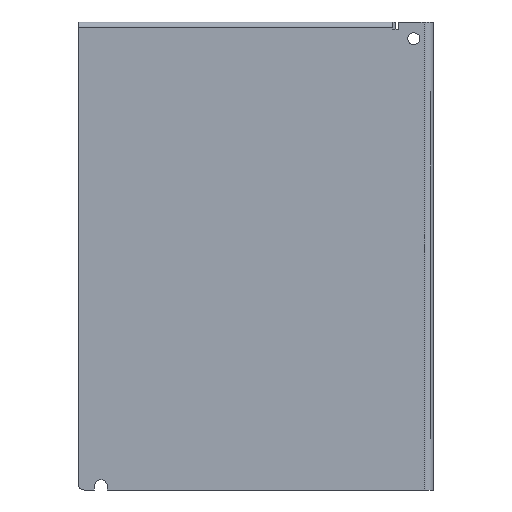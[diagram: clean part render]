
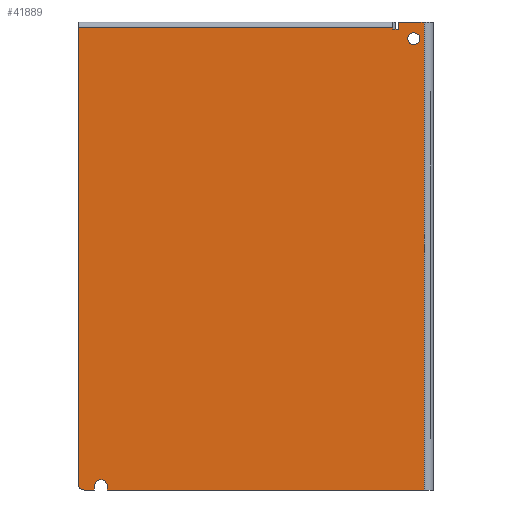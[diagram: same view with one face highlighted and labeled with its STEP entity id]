
A CAD part, front view. The second image highlights one B-rep face of the part: STEP entity #41889.
In plain terms, the highlighted planar face has unit normal (0, -1, 0).
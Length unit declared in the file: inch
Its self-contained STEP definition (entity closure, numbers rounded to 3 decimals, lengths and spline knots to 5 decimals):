
#7817 = EDGE_LOOP ( 'NONE', ( #35073, #35078, #35076, #35079, #35080, #35082, #35081, #35083, #35084, #35085, #35086, #35087, #35088, #35089 ) ) ;
#7818 = EDGE_LOOP ( 'NONE', ( #35091, #35092 ) ) ;
#12654 = CARTESIAN_POINT ( 'NONE',  ( -1.6, -0.75, -5. ) ) ;
#12656 = CARTESIAN_POINT ( 'NONE',  ( -1.67, -0.75, -4.93 ) ) ;
#12662 = CARTESIAN_POINT ( 'NONE',  ( 1.7, -0.75, -0.115 ) ) ;
#12664 = CARTESIAN_POINT ( 'NONE',  ( 1.7, -0.75, -0.245 ) ) ;
#12730 = CARTESIAN_POINT ( 'NONE',  ( 1.81, -0.75, -5.04 ) ) ;
#12731 = CARTESIAN_POINT ( 'NONE',  ( -1.6, -0.75, -5.04 ) ) ;
#12787 = CARTESIAN_POINT ( 'NONE',  ( 1.53196, -0.75, 0. ) ) ;
#12788 = CARTESIAN_POINT ( 'NONE',  ( 1.81, -0.75, 0. ) ) ;
#12833 = CARTESIAN_POINT ( 'NONE',  ( 1.53196, -0.75, -0.08 ) ) ;
#12834 = CARTESIAN_POINT ( 'NONE',  ( 1.473, -0.75, -0.08 ) ) ;
#12835 = CARTESIAN_POINT ( 'NONE',  ( 1.473, -0.75, -0.06 ) ) ;
#12836 = CARTESIAN_POINT ( 'NONE',  ( -1.91, -0.75, -0.06 ) ) ;
#12837 = CARTESIAN_POINT ( 'NONE',  ( -1.91, -0.75, -4.98 ) ) ;
#12838 = CARTESIAN_POINT ( 'NONE',  ( -1.85, -0.75, -5.04 ) ) ;
#12839 = CARTESIAN_POINT ( 'NONE',  ( -1.74, -0.75, -5.04 ) ) ;
#12840 = CARTESIAN_POINT ( 'NONE',  ( -1.74, -0.75, -5. ) ) ;
#15865 = FACE_OUTER_BOUND ( 'NONE', #7817, .T. ) ;
#15866 = FACE_BOUND ( 'NONE', #7818, .T. ) ;
#19067 = AXIS2_PLACEMENT_3D ( 'NONE', #19712, #19713, #19714 ) ;
#19711 = PLANE ( 'NONE',  #19067 ) ;
#19712 = CARTESIAN_POINT ( 'NONE',  ( -1.91, -0.75, -5.04 ) ) ;
#19713 = DIRECTION ( 'NONE',  ( 0., -1., 0. ) ) ;
#19714 = DIRECTION ( 'NONE',  ( 0., 0., -1. ) ) ;
#22600 = LINE ( 'NONE', #25898, #25614 ) ;
#25550 = CIRCLE ( 'NONE', #25552, 0.07 ) ;
#25552 = AXIS2_PLACEMENT_3D ( 'NONE', #25795, #25796, #25797 ) ;
#25556 = CIRCLE ( 'NONE', #25558, 0.065 ) ;
#25558 = AXIS2_PLACEMENT_3D ( 'NONE', #25805, #25806, #25807 ) ;
#25614 = VECTOR ( 'NONE', #25899, 39.37008 ) ;
#25683 = VECTOR ( 'NONE', #26035, 39.37008 ) ;
#25795 = CARTESIAN_POINT ( 'NONE',  ( -1.67, -0.75, -5. ) ) ;
#25796 = DIRECTION ( 'NONE',  ( 0., -1., 0. ) ) ;
#25797 = DIRECTION ( 'NONE',  ( 0., 0., -1. ) ) ;
#25805 = CARTESIAN_POINT ( 'NONE',  ( 1.7, -0.75, -0.18 ) ) ;
#25806 = DIRECTION ( 'NONE',  ( 0., -1., 0. ) ) ;
#25807 = DIRECTION ( 'NONE',  ( 0., 0., -1. ) ) ;
#25898 = CARTESIAN_POINT ( 'NONE',  ( -1.91, -0.75, -5.04 ) ) ;
#25899 = DIRECTION ( 'NONE',  ( 1., 0., 0. ) ) ;
#26034 = CARTESIAN_POINT ( 'NONE',  ( -1.91, -0.75, 0. ) ) ;
#26035 = DIRECTION ( 'NONE',  ( 1., 0., 0. ) ) ;
#26178 = CARTESIAN_POINT ( 'NONE',  ( -1.6, -0.75, -5.04 ) ) ;
#26179 = DIRECTION ( 'NONE',  ( 0., 0., 1. ) ) ;
#26180 = CARTESIAN_POINT ( 'NONE',  ( 1.81, -0.75, -5.04 ) ) ;
#26181 = DIRECTION ( 'NONE',  ( 0., 0., 1. ) ) ;
#26182 = CARTESIAN_POINT ( 'NONE',  ( 1.53196, -0.75, -5.04 ) ) ;
#26183 = DIRECTION ( 'NONE',  ( 0., 0., 1. ) ) ;
#26184 = CARTESIAN_POINT ( 'NONE',  ( -1.91, -0.75, -0.08 ) ) ;
#26185 = DIRECTION ( 'NONE',  ( 1., 0., 0. ) ) ;
#26186 = CARTESIAN_POINT ( 'NONE',  ( 1.473, -0.75, -5.04 ) ) ;
#26187 = DIRECTION ( 'NONE',  ( 0., 0., -1. ) ) ;
#26188 = CARTESIAN_POINT ( 'NONE',  ( -1.91, -0.75, -0.06 ) ) ;
#26189 = DIRECTION ( 'NONE',  ( -1., 0., 0. ) ) ;
#26190 = CARTESIAN_POINT ( 'NONE',  ( -1.91, -0.75, -5.04 ) ) ;
#26191 = DIRECTION ( 'NONE',  ( 0., 0., 1. ) ) ;
#26192 = CARTESIAN_POINT ( 'NONE',  ( -1.85, -0.75, -4.98 ) ) ;
#26193 = DIRECTION ( 'NONE',  ( 0., -1., 0. ) ) ;
#26194 = DIRECTION ( 'NONE',  ( 0., 0., -1. ) ) ;
#26195 = CARTESIAN_POINT ( 'NONE',  ( -1.91, -0.75, -5.04 ) ) ;
#26196 = DIRECTION ( 'NONE',  ( 1., 0., 0. ) ) ;
#26197 = CARTESIAN_POINT ( 'NONE',  ( -1.74, -0.75, -5.04 ) ) ;
#26198 = DIRECTION ( 'NONE',  ( 0., 0., -1. ) ) ;
#26199 = CARTESIAN_POINT ( 'NONE',  ( -1.67, -0.75, -5. ) ) ;
#26200 = DIRECTION ( 'NONE',  ( 0., -1., 0. ) ) ;
#26201 = DIRECTION ( 'NONE',  ( 0., 0., -1. ) ) ;
#26202 = CARTESIAN_POINT ( 'NONE',  ( 1.7, -0.75, -0.18 ) ) ;
#26203 = DIRECTION ( 'NONE',  ( 0., -1., 0. ) ) ;
#26204 = DIRECTION ( 'NONE',  ( 0., 0., -1. ) ) ;
#26801 = LINE ( 'NONE', #26034, #25683 ) ;
#26852 = LINE ( 'NONE', #26178, #27187 ) ;
#26853 = LINE ( 'NONE', #26180, #27188 ) ;
#26854 = LINE ( 'NONE', #26182, #27189 ) ;
#26855 = LINE ( 'NONE', #26184, #27191 ) ;
#26856 = LINE ( 'NONE', #26186, #27192 ) ;
#26857 = LINE ( 'NONE', #26188, #27193 ) ;
#26858 = LINE ( 'NONE', #26190, #27195 ) ;
#26859 = LINE ( 'NONE', #26195, #27197 ) ;
#26860 = LINE ( 'NONE', #26197, #27198 ) ;
#27182 = CIRCLE ( 'NONE', #27199, 0.07 ) ;
#27184 = CIRCLE ( 'NONE', #27201, 0.065 ) ;
#27187 = VECTOR ( 'NONE', #26179, 39.37008 ) ;
#27188 = VECTOR ( 'NONE', #26181, 39.37008 ) ;
#27189 = VECTOR ( 'NONE', #26183, 39.37008 ) ;
#27191 = VECTOR ( 'NONE', #26185, 39.37008 ) ;
#27192 = VECTOR ( 'NONE', #26187, 39.37008 ) ;
#27193 = VECTOR ( 'NONE', #26189, 39.37008 ) ;
#27194 = CIRCLE ( 'NONE', #27196, 0.06 ) ;
#27195 = VECTOR ( 'NONE', #26191, 39.37008 ) ;
#27196 = AXIS2_PLACEMENT_3D ( 'NONE', #26192, #26193, #26194 ) ;
#27197 = VECTOR ( 'NONE', #26196, 39.37008 ) ;
#27198 = VECTOR ( 'NONE', #26198, 39.37008 ) ;
#27199 = AXIS2_PLACEMENT_3D ( 'NONE', #26199, #26200, #26201 ) ;
#27201 = AXIS2_PLACEMENT_3D ( 'NONE', #26202, #26203, #26204 ) ;
#35073 = ORIENTED_EDGE ( 'NONE', *, *, #46834, .F. ) ;
#35076 = ORIENTED_EDGE ( 'NONE', *, *, #46835, .T. ) ;
#35078 = ORIENTED_EDGE ( 'NONE', *, *, #46703, .T. ) ;
#35079 = ORIENTED_EDGE ( 'NONE', *, *, #46769, .F. ) ;
#35080 = ORIENTED_EDGE ( 'NONE', *, *, #46836, .F. ) ;
#35081 = ORIENTED_EDGE ( 'NONE', *, *, #46838, .F. ) ;
#35082 = ORIENTED_EDGE ( 'NONE', *, *, #46837, .F. ) ;
#35083 = ORIENTED_EDGE ( 'NONE', *, *, #46839, .T. ) ;
#35084 = ORIENTED_EDGE ( 'NONE', *, *, #46840, .F. ) ;
#35085 = ORIENTED_EDGE ( 'NONE', *, *, #46841, .T. ) ;
#35086 = ORIENTED_EDGE ( 'NONE', *, *, #46842, .T. ) ;
#35087 = ORIENTED_EDGE ( 'NONE', *, *, #46843, .F. ) ;
#35088 = ORIENTED_EDGE ( 'NONE', *, *, #46844, .F. ) ;
#35089 = ORIENTED_EDGE ( 'NONE', *, *, #46662, .F. ) ;
#35091 = ORIENTED_EDGE ( 'NONE', *, *, #46666, .F. ) ;
#35092 = ORIENTED_EDGE ( 'NONE', *, *, #46845, .F. ) ;
#35572 = VERTEX_POINT ( 'NONE', #12654 ) ;
#35574 = VERTEX_POINT ( 'NONE', #12656 ) ;
#35580 = VERTEX_POINT ( 'NONE', #12662 ) ;
#35582 = VERTEX_POINT ( 'NONE', #12664 ) ;
#35648 = VERTEX_POINT ( 'NONE', #12730 ) ;
#35649 = VERTEX_POINT ( 'NONE', #12731 ) ;
#35705 = VERTEX_POINT ( 'NONE', #12787 ) ;
#35706 = VERTEX_POINT ( 'NONE', #12788 ) ;
#35751 = VERTEX_POINT ( 'NONE', #12833 ) ;
#35752 = VERTEX_POINT ( 'NONE', #12834 ) ;
#35753 = VERTEX_POINT ( 'NONE', #12835 ) ;
#35754 = VERTEX_POINT ( 'NONE', #12836 ) ;
#35755 = VERTEX_POINT ( 'NONE', #12837 ) ;
#35756 = VERTEX_POINT ( 'NONE', #12838 ) ;
#35757 = VERTEX_POINT ( 'NONE', #12839 ) ;
#35758 = VERTEX_POINT ( 'NONE', #12840 ) ;
#41889 = ADVANCED_FACE ( 'NONE', ( #15865, #15866 ), #19711, .T. ) ;
#46662 = EDGE_CURVE ( 'NONE', #35572, #35574, #25550, .T. ) ;
#46666 = EDGE_CURVE ( 'NONE', #35580, #35582, #25556, .T. ) ;
#46703 = EDGE_CURVE ( 'NONE', #35649, #35648, #22600, .T. ) ;
#46769 = EDGE_CURVE ( 'NONE', #35705, #35706, #26801, .T. ) ;
#46834 = EDGE_CURVE ( 'NONE', #35649, #35572, #26852, .T. ) ;
#46835 = EDGE_CURVE ( 'NONE', #35648, #35706, #26853, .T. ) ;
#46836 = EDGE_CURVE ( 'NONE', #35751, #35705, #26854, .T. ) ;
#46837 = EDGE_CURVE ( 'NONE', #35752, #35751, #26855, .T. ) ;
#46838 = EDGE_CURVE ( 'NONE', #35753, #35752, #26856, .T. ) ;
#46839 = EDGE_CURVE ( 'NONE', #35753, #35754, #26857, .T. ) ;
#46840 = EDGE_CURVE ( 'NONE', #35755, #35754, #26858, .T. ) ;
#46841 = EDGE_CURVE ( 'NONE', #35755, #35756, #27194, .T. ) ;
#46842 = EDGE_CURVE ( 'NONE', #35756, #35757, #26859, .T. ) ;
#46843 = EDGE_CURVE ( 'NONE', #35758, #35757, #26860, .T. ) ;
#46844 = EDGE_CURVE ( 'NONE', #35574, #35758, #27182, .T. ) ;
#46845 = EDGE_CURVE ( 'NONE', #35582, #35580, #27184, .T. ) ;
